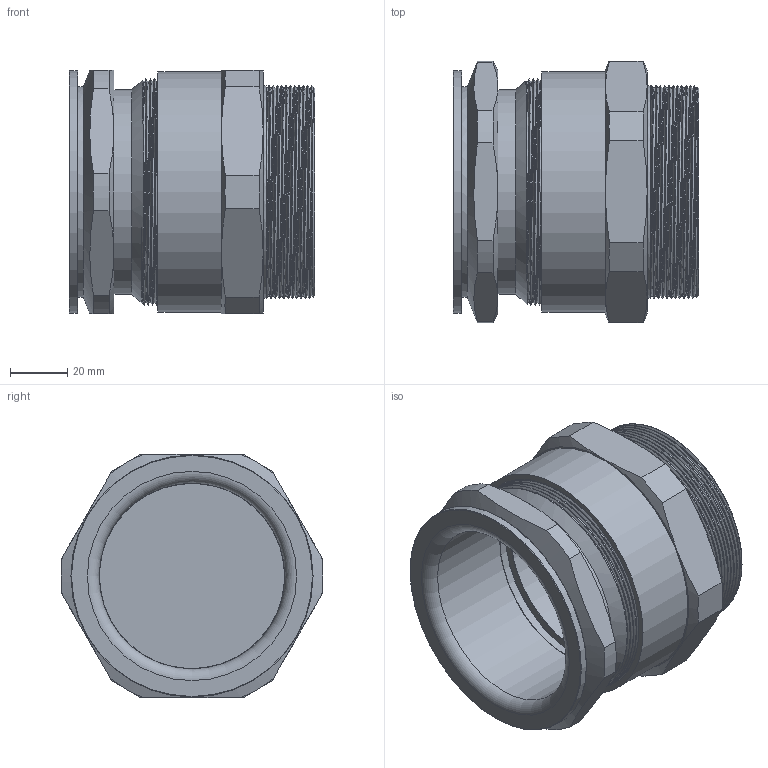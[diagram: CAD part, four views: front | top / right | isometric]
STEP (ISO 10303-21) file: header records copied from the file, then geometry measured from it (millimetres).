
FILE_DESCRIPTION(/* description */ ('ADE-1F2 M 75x1,5'),/* implementation_level */ '2;1');
FILE_NAME(/* name */ '00807304V1-RST.stp',/* time_stamp */ '2020-03-04T08:38:23+01:00',/* author */ ('sl'),/* organization */ (''),/* preprocessor_version */ 'ST-DEVELOPER v16.5',/* originating_system */ 'Autodesk Inventor 2017',/* authorisation */ '');
FILE_SCHEMA (('AUTOMOTIVE_DESIGN { 1 0 10303 214 3 1 1 }'));
Length unit declared in the file: millimetre
Products named in the file (5): 00807304V1; 00807304V1_1; 00807304V1_2; 00807204V1; 00807304V1_3
Assembly tree (4 placements, depth 2):
  00807304V1
    00807304V1_1
    00807304V1_2
    00807204V1
    00807304V1_3
Bounding box: 85.7 x 91.5 x 85 mm (x, y, z)
Volume: 154116.8 mm3; surface area: 88263.4 mm2
Topology: 4 solids, 4 shells, 136 faces, 314 edges, 198 vertices
Faces by surface type: cylinder 51, plane 40, cone 29, torus 10, bspline 6
Full cylindrical faces by diameter (mm): 64.64 x1, 64.84 x1, 65.08 x1, 65.2 x1, 66.8 x1, 69.84 x1, 70.15 x1, 71.49 x1, 73.55 x1, 74.4 x12, 77.57 x1, 77.84 x13, 77.87 x2, 84.02 x1, 84.55 x1
Entity records: 8754 total; most frequent: CARTESIAN_POINT 6529, DIRECTION 438, ORIENTED_EDGE 390, AXIS2_PLACEMENT_3D 207, EDGE_CURVE 195, EDGE_LOOP 166, VERTEX_POINT 141, FACE_OUTER_BOUND 111
